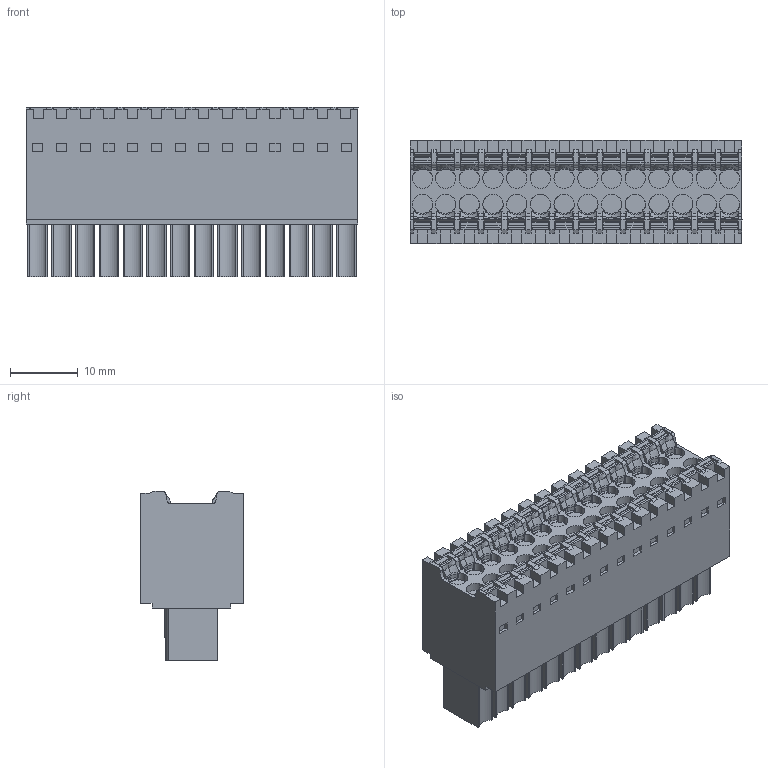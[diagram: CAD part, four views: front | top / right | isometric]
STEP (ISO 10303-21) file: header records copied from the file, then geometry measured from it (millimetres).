
FILE_DESCRIPTION(('CATIA V5 STEP','CAx-IF Rec.Pracs.--- Model Styling and Organization---1.4--- 2014-01-23'),'2;1');
FILE_NAME ('D1450431_1', '2023-08-22T06:44:59+00:00', ('none'), ('Weidmueller'), 'CATIA Version 5-6 Release 2016 SP3 HF44', 'CATIA V5 STEP AP214', 'none');
FILE_SCHEMA(('AUTOMOTIVE_DESIGN { 1 0 10303 214 1 1 1 1 }'));
Products named in the file (1): 1277410000
Bounding box: 49 x 15.2 x 25.05 mm (x, y, z)
Volume: 13632.6 mm3; surface area: 8550.9 mm2
Topology: 29 solids, 29 shells, 1856 faces, 5407 edges, 3679 vertices
Faces by surface type: plane 1208, cylinder 226, torus 167, extrusion 143, cone 56, bspline 56
Entity records: 63665 total; most frequent: CARTESIAN_POINT 19890, ORIENTED_EDGE 10814, DIRECTION 6188, EDGE_CURVE 5407, VECTOR 3974, LINE 3831, VERTEX_POINT 3679, EDGE_LOOP 1926
